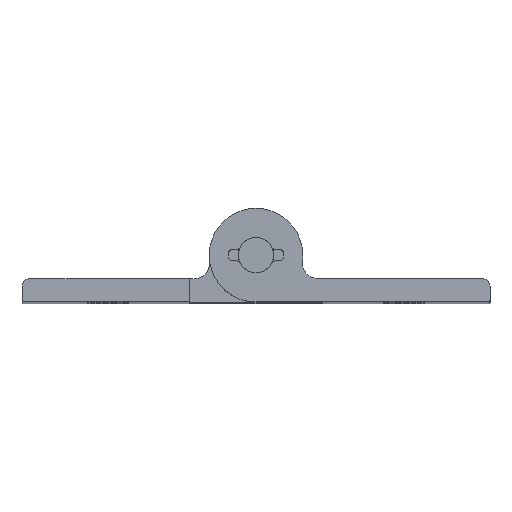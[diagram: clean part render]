
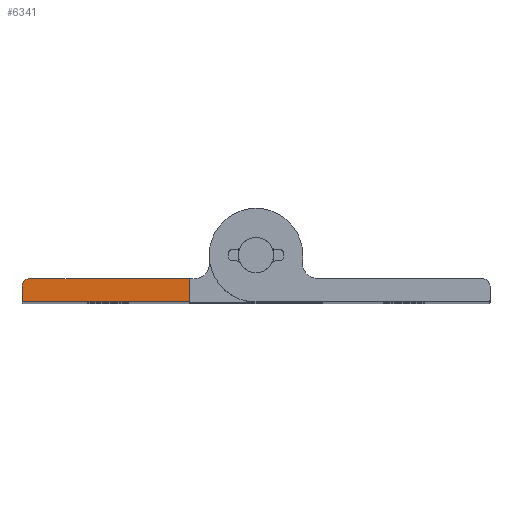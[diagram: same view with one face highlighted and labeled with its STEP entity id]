
A CAD part, top view. The second image highlights one B-rep face of the part: STEP entity #6341.
In plain terms, the highlighted planar face has unit normal (0, 0, 1).
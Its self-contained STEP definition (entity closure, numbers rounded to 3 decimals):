
#3638 = CARTESIAN_POINT ( 'NONE',  ( -8.5, -3., 125. ) ) ;
#3640 = CARTESIAN_POINT ( 'NONE',  ( -29., -3., 125. ) ) ;
#3641 = DIRECTION ( 'NONE',  ( -1., 0., 0. ) ) ;
#3642 = VECTOR ( 'NONE', #3641, 1000. ) ;
#3643 = CARTESIAN_POINT ( 'NONE',  ( -29., -3., 125. ) ) ;
#3644 = LINE ( 'NONE', #3643, #3642 ) ;
#3935 = DIRECTION ( 'NONE',  ( -1., 0., 0. ) ) ;
#3936 = DIRECTION ( 'NONE',  ( 0., 0., -1. ) ) ;
#3937 = CARTESIAN_POINT ( 'NONE',  ( -29., -4., 125. ) ) ;
#3938 = AXIS2_PLACEMENT_3D ( 'NONE', #3937, #3936, #3935 ) ;
#3939 = PLANE ( 'NONE',  #3938 ) ;
#3940 = FACE_OUTER_BOUND ( 'NONE', #6338, .T. ) ;
#3967 = CARTESIAN_POINT ( 'NONE',  ( -30., -4., 125. ) ) ;
#3968 = CARTESIAN_POINT ( 'NONE',  ( -30., -5.8, 125. ) ) ;
#3969 = DIRECTION ( 'NONE',  ( -1., 0., 0. ) ) ;
#3970 = DIRECTION ( 'NONE',  ( 0., 0., 1. ) ) ;
#3971 = CARTESIAN_POINT ( 'NONE',  ( -29.8, -5.8, 125. ) ) ;
#3972 = AXIS2_PLACEMENT_3D ( 'NONE', #3971, #3970, #3969 ) ;
#3973 = CIRCLE ( 'NONE', #3972, 0.2 ) ;
#4016 = DIRECTION ( 'NONE',  ( 0., -1., 0. ) ) ;
#4017 = VECTOR ( 'NONE', #4016, 1000. ) ;
#4018 = CARTESIAN_POINT ( 'NONE',  ( -8.5, 6., 125. ) ) ;
#4019 = LINE ( 'NONE', #4018, #4017 ) ;
#4020 = DIRECTION ( 'NONE',  ( -1., 0., 0. ) ) ;
#4021 = DIRECTION ( 'NONE',  ( 0., 0., 1. ) ) ;
#4022 = CARTESIAN_POINT ( 'NONE',  ( -29., -4., 125. ) ) ;
#4023 = AXIS2_PLACEMENT_3D ( 'NONE', #4022, #4021, #4020 ) ;
#4024 = CIRCLE ( 'NONE', #4023, 1. ) ;
#4025 = DIRECTION ( 'NONE',  ( 0., -1., 0. ) ) ;
#4026 = VECTOR ( 'NONE', #4025, 1000. ) ;
#4027 = CARTESIAN_POINT ( 'NONE',  ( -30., -5.8, 125. ) ) ;
#4028 = LINE ( 'NONE', #4027, #4026 ) ;
#4219 = CARTESIAN_POINT ( 'NONE',  ( 0., -6., 125. ) ) ;
#4225 = LINE ( 'NONE', #4219, #4280 ) ;
#4277 = CARTESIAN_POINT ( 'NONE',  ( -8.5, -6., 125. ) ) ;
#4278 = CARTESIAN_POINT ( 'NONE',  ( -29.8, -6., 125. ) ) ;
#4279 = DIRECTION ( 'NONE',  ( 1., 0., 0. ) ) ;
#4280 = VECTOR ( 'NONE', #4279, 1000. ) ;
#6164 = EDGE_CURVE ( 'NONE', #6169, #6165, #3644, .T. ) ;
#6165 = VERTEX_POINT ( 'NONE', #3640 ) ;
#6169 = VERTEX_POINT ( 'NONE', #3638 ) ;
#6335 = ORIENTED_EDGE ( 'NONE', *, *, #6366, .F. ) ;
#6338 = EDGE_LOOP ( 'NONE', ( #6339, #6335, #6363, #6360, #6358, #6354 ) ) ;
#6339 = ORIENTED_EDGE ( 'NONE', *, *, #6504, .T. ) ;
#6341 = ADVANCED_FACE ( 'NONE', ( #3940 ), #3939, .F. ) ;
#6353 = EDGE_CURVE ( 'NONE', #6356, #6507, #3973, .T. ) ;
#6354 = ORIENTED_EDGE ( 'NONE', *, *, #6353, .T. ) ;
#6356 = VERTEX_POINT ( 'NONE', #3968 ) ;
#6357 = VERTEX_POINT ( 'NONE', #3967 ) ;
#6358 = ORIENTED_EDGE ( 'NONE', *, *, #6359, .T. ) ;
#6359 = EDGE_CURVE ( 'NONE', #6357, #6356, #4028, .T. ) ;
#6360 = ORIENTED_EDGE ( 'NONE', *, *, #6361, .T. ) ;
#6361 = EDGE_CURVE ( 'NONE', #6165, #6357, #4024, .T. ) ;
#6363 = ORIENTED_EDGE ( 'NONE', *, *, #6164, .T. ) ;
#6366 = EDGE_CURVE ( 'NONE', #6169, #6509, #4019, .T. ) ;
#6504 = EDGE_CURVE ( 'NONE', #6507, #6509, #4225, .T. ) ;
#6507 = VERTEX_POINT ( 'NONE', #4278 ) ;
#6509 = VERTEX_POINT ( 'NONE', #4277 ) ;
